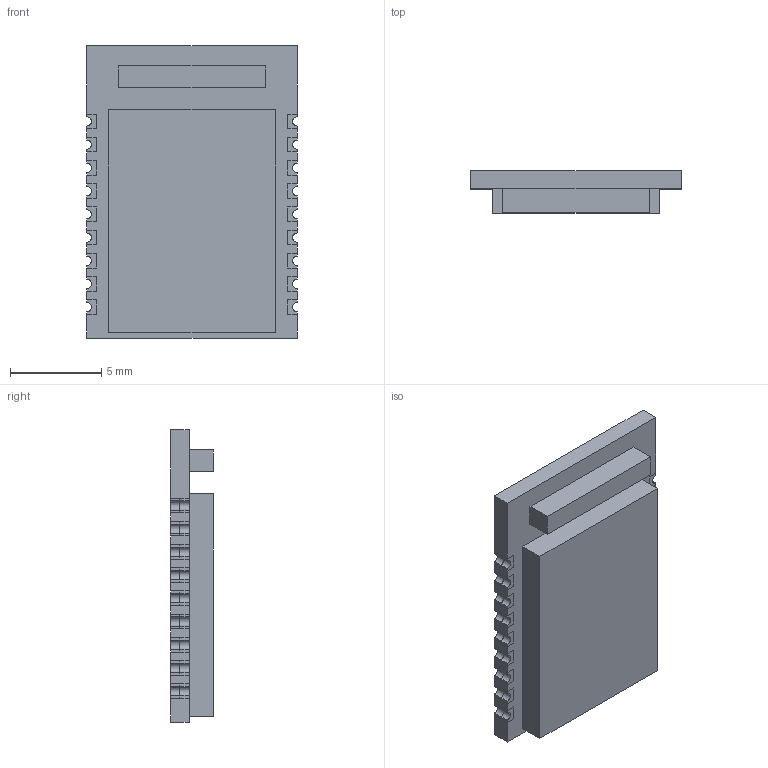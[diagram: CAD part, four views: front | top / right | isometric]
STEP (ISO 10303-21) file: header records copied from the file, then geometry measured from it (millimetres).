
FILE_DESCRIPTION (( 'STEP AP214' ), '1' );
FILE_NAME ('CDEBYTE E104-BT5032.STEP', '2021-08-13T09:15:26', ( '' ), ( '' ), 'SwSTEP 2.0', 'SolidWorks 2021', '' );
FILE_SCHEMA (( 'AUTOMOTIVE_DESIGN' ));
Length unit declared in the file: millimetre
Products named in the file (1): CDEBYTE E104-BT5032
Bounding box: 11.5 x 2.32 x 16 mm (x, y, z)
Volume: 341.5 mm3; surface area: 886.3 mm2
Topology: 45 solids, 45 shells, 474 faces, 1152 edges, 768 vertices
Faces by surface type: plane 438, cylinder 36
Entity records: 18546 total; most frequent: CARTESIAN_POINT 2395, ORIENTED_EDGE 2304, DIRECTION 2174, EDGE_CURVE 1152, LINE 1080, VECTOR 1080, VERTEX_POINT 768, AXIS2_PLACEMENT_3D 547
